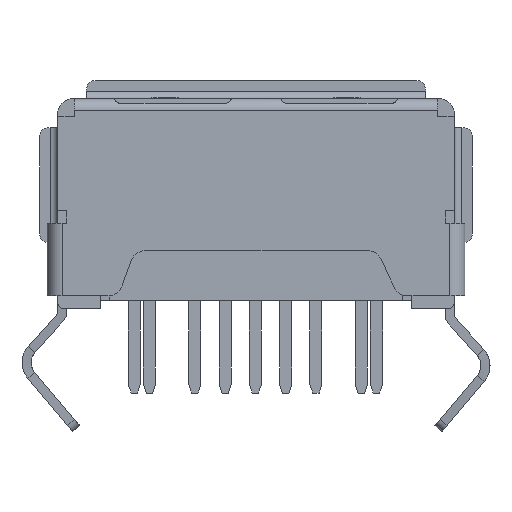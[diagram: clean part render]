
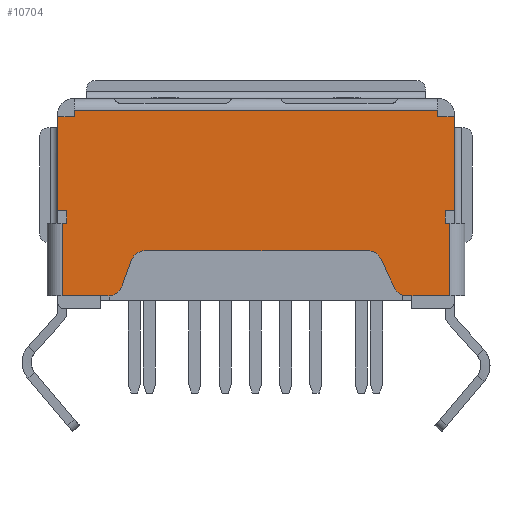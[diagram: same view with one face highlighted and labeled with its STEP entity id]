
A CAD part, front view. The second image highlights one B-rep face of the part: STEP entity #10704.
In plain terms, the highlighted planar face has unit normal (0, -1, 0).
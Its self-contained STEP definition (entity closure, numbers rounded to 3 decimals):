
#377=DIRECTION('',(0.,0.,1.));
#378=VECTOR('',#377,3.1);
#379=CARTESIAN_POINT('',(-6.55,-0.35,-0.84));
#380=LINE('',#379,#378);
#459=DIRECTION('',(-1.,0.,0.));
#460=VECTOR('',#459,1.504);
#461=CARTESIAN_POINT('',(-4.896,-0.35,-3.66));
#462=LINE('',#461,#460);
#612=DIRECTION('',(-1.,0.,0.));
#613=VECTOR('',#612,1.382);
#614=CARTESIAN_POINT('',(6.4,-0.35,-3.66));
#615=LINE('',#614,#613);
#620=DIRECTION('',(0.,0.,-1.));
#621=VECTOR('',#620,2.4);
#622=CARTESIAN_POINT('',(6.4,-0.35,-1.26));
#623=LINE('',#622,#621);
#637=DIRECTION('',(1.,0.,0.));
#638=VECTOR('',#637,0.15);
#639=CARTESIAN_POINT('',(6.25,-0.35,-1.26));
#640=LINE('',#639,#638);
#649=DIRECTION('',(0.,0.,1.));
#650=VECTOR('',#649,0.42);
#651=CARTESIAN_POINT('',(6.25,-0.35,-1.26));
#652=LINE('',#651,#650);
#653=CARTESIAN_POINT('',(5.018,-0.35,-3.16));
#654=DIRECTION('',(0.,-1.,0.));
#655=DIRECTION('',(-0.906,0.,-0.423));
#656=AXIS2_PLACEMENT_3D('',#653,#654,#655);
#658=DIRECTION('',(0.423,0.,-0.906));
#659=VECTOR('',#658,1.018);
#660=CARTESIAN_POINT('',(4.135,-0.35,-2.449));
#661=LINE('',#660,#659);
#662=CARTESIAN_POINT('',(3.681,-0.35,-2.66));
#663=DIRECTION('',(0.,1.,0.));
#664=DIRECTION('',(0.,0.,1.));
#665=AXIS2_PLACEMENT_3D('',#662,#663,#664);
#667=CARTESIAN_POINT('',(-3.65,-0.35,-2.66));
#668=DIRECTION('',(0.,1.,0.));
#669=DIRECTION('',(-0.94,0.,0.342));
#670=AXIS2_PLACEMENT_3D('',#667,#668,#669);
#672=DIRECTION('',(0.342,0.,0.94));
#673=VECTOR('',#672,0.896);
#674=CARTESIAN_POINT('',(-4.426,-0.35,-3.331));
#675=LINE('',#674,#673);
#676=CARTESIAN_POINT('',(-4.896,-0.35,-3.16));
#677=DIRECTION('',(0.,-1.,0.));
#678=DIRECTION('',(0.,0.,-1.));
#679=AXIS2_PLACEMENT_3D('',#676,#677,#678);
#681=DIRECTION('',(0.,0.,-1.));
#682=VECTOR('',#681,0.42);
#683=CARTESIAN_POINT('',(-6.25,-0.35,-0.84));
#684=LINE('',#683,#682);
#685=DIRECTION('',(1.,0.,0.));
#686=VECTOR('',#685,0.3);
#687=CARTESIAN_POINT('',(-6.55,-0.35,-0.84));
#688=LINE('',#687,#686);
#689=DIRECTION('',(0.,0.,1.));
#690=VECTOR('',#689,0.2);
#691=CARTESIAN_POINT('',(6.,-0.35,2.26));
#692=LINE('',#691,#690);
#693=DIRECTION('',(1.,0.,0.));
#694=VECTOR('',#693,0.3);
#695=CARTESIAN_POINT('',(6.25,-0.35,-0.84));
#696=LINE('',#695,#694);
#741=DIRECTION('',(-1.,0.,0.));
#742=VECTOR('',#741,7.331);
#743=CARTESIAN_POINT('',(3.681,-0.35,-2.16));
#744=LINE('',#743,#742);
#1670=DIRECTION('',(0.,0.,1.));
#1671=VECTOR('',#1670,2.4);
#1672=CARTESIAN_POINT('',(-6.4,-0.35,-3.66));
#1673=LINE('',#1672,#1671);
#1795=DIRECTION('',(1.,0.,0.));
#1796=VECTOR('',#1795,0.15);
#1797=CARTESIAN_POINT('',(-6.4,-0.35,-1.26));
#1798=LINE('',#1797,#1796);
#1891=DIRECTION('',(1.,0.,0.));
#1892=VECTOR('',#1891,0.55);
#1893=CARTESIAN_POINT('',(-6.55,-0.35,2.26));
#1894=LINE('',#1893,#1892);
#1895=DIRECTION('',(0.,0.,1.));
#1896=VECTOR('',#1895,0.2);
#1897=CARTESIAN_POINT('',(-6.,-0.35,2.26));
#1898=LINE('',#1897,#1896);
#1926=DIRECTION('',(1.,0.,0.));
#1927=VECTOR('',#1926,0.55);
#1928=CARTESIAN_POINT('',(6.,-0.35,2.26));
#1929=LINE('',#1928,#1927);
#1947=DIRECTION('',(1.,0.,0.));
#1948=VECTOR('',#1947,12.);
#1949=CARTESIAN_POINT('',(-6.,-0.35,2.46));
#1950=LINE('',#1949,#1948);
#2103=DIRECTION('',(0.,0.,-1.));
#2104=VECTOR('',#2103,3.1);
#2105=CARTESIAN_POINT('',(6.55,-0.35,2.26));
#2106=LINE('',#2105,#2104);
#8233=CARTESIAN_POINT('',(-6.25,-0.35,-0.84));
#8235=VERTEX_POINT('',#8233);
#8239=CARTESIAN_POINT('',(-6.55,-0.35,-0.84));
#8240=VERTEX_POINT('',#8239);
#9635=CARTESIAN_POINT('',(6.55,-0.35,-0.84));
#9636=VERTEX_POINT('',#9635);
#9637=CARTESIAN_POINT('',(6.55,-0.35,2.26));
#9638=VERTEX_POINT('',#9637);
#9770=CARTESIAN_POINT('',(6.,-0.35,2.26));
#9771=VERTEX_POINT('',#9770);
#9772=CARTESIAN_POINT('',(-6.,-0.35,2.26));
#9773=VERTEX_POINT('',#9772);
#9774=CARTESIAN_POINT('',(-6.,-0.35,2.46));
#9775=VERTEX_POINT('',#9774);
#9776=CARTESIAN_POINT('',(6.,-0.35,2.46));
#9777=VERTEX_POINT('',#9776);
#9788=CARTESIAN_POINT('',(6.25,-0.35,-1.26));
#9789=VERTEX_POINT('',#9788);
#9790=CARTESIAN_POINT('',(6.25,-0.35,-0.84));
#9791=VERTEX_POINT('',#9790);
#9792=CARTESIAN_POINT('',(-6.55,-0.35,2.26));
#9793=VERTEX_POINT('',#9792);
#9820=CARTESIAN_POINT('',(5.018,-0.35,-3.66));
#9821=VERTEX_POINT('',#9820);
#9822=CARTESIAN_POINT('',(6.4,-0.35,-3.66));
#9823=VERTEX_POINT('',#9822);
#9834=CARTESIAN_POINT('',(-6.25,-0.35,-1.26));
#9835=VERTEX_POINT('',#9834);
#9836=CARTESIAN_POINT('',(-6.4,-0.35,-1.26));
#9837=VERTEX_POINT('',#9836);
#9838=CARTESIAN_POINT('',(-4.896,-0.35,-3.66));
#9840=VERTEX_POINT('',#9838);
#9842=CARTESIAN_POINT('',(-4.426,-0.35,-3.331));
#9843=VERTEX_POINT('',#9842);
#9852=CARTESIAN_POINT('',(-6.4,-0.35,-3.66));
#9853=VERTEX_POINT('',#9852);
#9894=CARTESIAN_POINT('',(-4.12,-0.35,-2.489));
#9895=VERTEX_POINT('',#9894);
#9896=CARTESIAN_POINT('',(6.4,-0.35,-1.26));
#9897=VERTEX_POINT('',#9896);
#9898=CARTESIAN_POINT('',(4.565,-0.35,-3.371));
#9899=VERTEX_POINT('',#9898);
#9900=CARTESIAN_POINT('',(4.135,-0.35,-2.449));
#9901=VERTEX_POINT('',#9900);
#9902=CARTESIAN_POINT('',(3.681,-0.35,-2.16));
#9903=VERTEX_POINT('',#9902);
#9904=CARTESIAN_POINT('',(-3.65,-0.35,-2.16));
#9905=VERTEX_POINT('',#9904);
#10657=CARTESIAN_POINT('',(0.,-0.35,0.15));
#10658=DIRECTION('',(0.,-1.,0.));
#10659=DIRECTION('',(0.,0.,1.));
#10660=AXIS2_PLACEMENT_3D('',#10657,#10658,#10659);
#10661=PLANE('',#10660);
#10662=ORIENTED_EDGE('',*,*,#10637,.F.);
#10663=ORIENTED_EDGE('',*,*,#10622,.T.);
#10664=ORIENTED_EDGE('',*,*,#10599,.T.);
#10665=ORIENTED_EDGE('',*,*,#10584,.T.);
#10667=ORIENTED_EDGE('',*,*,#10666,.F.);
#10669=ORIENTED_EDGE('',*,*,#10668,.F.);
#10671=ORIENTED_EDGE('',*,*,#10670,.F.);
#10673=ORIENTED_EDGE('',*,*,#10672,.T.);
#10675=ORIENTED_EDGE('',*,*,#10674,.F.);
#10677=ORIENTED_EDGE('',*,*,#10676,.F.);
#10678=ORIENTED_EDGE('',*,*,#10381,.F.);
#10679=ORIENTED_EDGE('',*,*,#10368,.T.);
#10681=ORIENTED_EDGE('',*,*,#10680,.T.);
#10683=ORIENTED_EDGE('',*,*,#10682,.T.);
#10685=ORIENTED_EDGE('',*,*,#10684,.F.);
#10687=ORIENTED_EDGE('',*,*,#10686,.F.);
#10688=ORIENTED_EDGE('',*,*,#10262,.T.);
#10690=ORIENTED_EDGE('',*,*,#10689,.T.);
#10692=ORIENTED_EDGE('',*,*,#10691,.T.);
#10694=ORIENTED_EDGE('',*,*,#10693,.T.);
#10696=ORIENTED_EDGE('',*,*,#10695,.F.);
#10698=ORIENTED_EDGE('',*,*,#10697,.T.);
#10700=ORIENTED_EDGE('',*,*,#10699,.T.);
#10701=ORIENTED_EDGE('',*,*,#10648,.F.);
#10702=EDGE_LOOP('',(#10662,#10663,#10664,#10665,#10667,#10669,#10671,#10673,
#10675,#10677,#10678,#10679,#10681,#10683,#10685,#10687,#10688,#10690,#10692,
#10694,#10696,#10698,#10700,#10701));
#10703=FACE_OUTER_BOUND('',#10702,.F.);
#10704=ADVANCED_FACE('',(#10703),#10661,.T.);
#657=CIRCLE('',#656,0.5);
#666=CIRCLE('',#665,0.5);
#671=CIRCLE('',#670,0.5);
#680=CIRCLE('',#679,0.5);
#10262=EDGE_CURVE('',#8240,#9793,#380,.T.);
#10368=EDGE_CURVE('',#9840,#9853,#462,.T.);
#10381=EDGE_CURVE('',#9840,#9843,#680,.T.);
#10584=EDGE_CURVE('',#9823,#9821,#615,.T.);
#10599=EDGE_CURVE('',#9897,#9823,#623,.T.);
#10622=EDGE_CURVE('',#9789,#9897,#640,.T.);
#10637=EDGE_CURVE('',#9789,#9791,#652,.T.);
#10648=EDGE_CURVE('',#9791,#9636,#696,.T.);
#10666=EDGE_CURVE('',#9899,#9821,#657,.T.);
#10668=EDGE_CURVE('',#9901,#9899,#661,.T.);
#10670=EDGE_CURVE('',#9903,#9901,#666,.T.);
#10672=EDGE_CURVE('',#9903,#9905,#744,.T.);
#10674=EDGE_CURVE('',#9895,#9905,#671,.T.);
#10676=EDGE_CURVE('',#9843,#9895,#675,.T.);
#10680=EDGE_CURVE('',#9853,#9837,#1673,.T.);
#10682=EDGE_CURVE('',#9837,#9835,#1798,.T.);
#10684=EDGE_CURVE('',#8235,#9835,#684,.T.);
#10686=EDGE_CURVE('',#8240,#8235,#688,.T.);
#10689=EDGE_CURVE('',#9793,#9773,#1894,.T.);
#10691=EDGE_CURVE('',#9773,#9775,#1898,.T.);
#10693=EDGE_CURVE('',#9775,#9777,#1950,.T.);
#10695=EDGE_CURVE('',#9771,#9777,#692,.T.);
#10697=EDGE_CURVE('',#9771,#9638,#1929,.T.);
#10699=EDGE_CURVE('',#9638,#9636,#2106,.T.);
